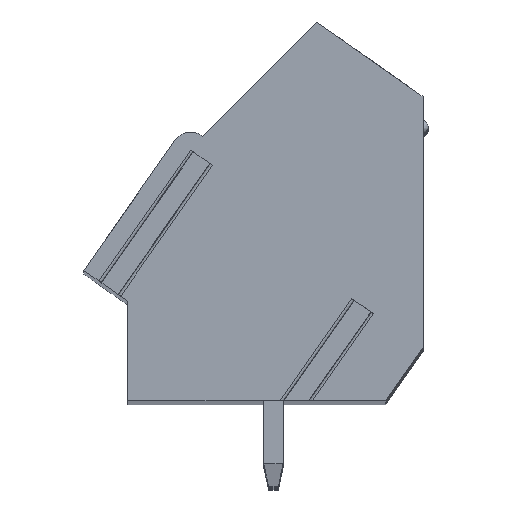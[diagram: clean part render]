
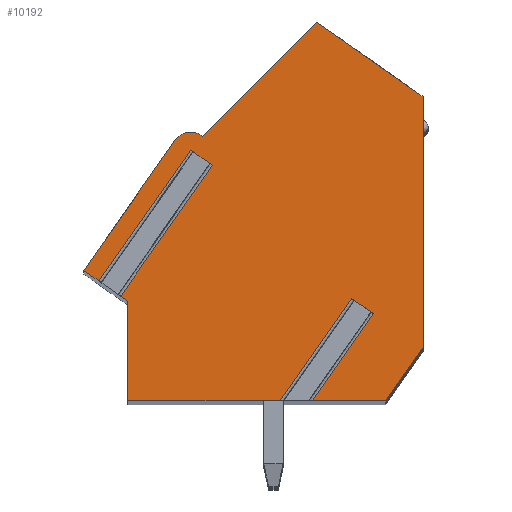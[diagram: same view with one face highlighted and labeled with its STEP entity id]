
A CAD part, top view. The second image highlights one B-rep face of the part: STEP entity #10192.
In plain terms, the highlighted planar face has unit normal (0, 0, 1).
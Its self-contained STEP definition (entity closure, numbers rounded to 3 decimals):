
#14=DIRECTION('',(-0.819,0.574,0.));
#15=VECTOR('',#14,1.085);
#16=CARTESIAN_POINT('',(4.498,-3.239,88.9));
#17=LINE('',#16,#15);
#18=DIRECTION('',(-0.574,-0.819,0.));
#19=VECTOR('',#18,5.115);
#20=CARTESIAN_POINT('',(3.61,-2.616,88.9));
#21=LINE('',#20,#19);
#22=DIRECTION('',(1.,0.,0.));
#23=VECTOR('',#22,6.246);
#24=CARTESIAN_POINT('',(-5.57,-6.807,88.9));
#25=LINE('',#24,#23);
#26=DIRECTION('',(0.,-1.,0.));
#27=VECTOR('',#26,4.087);
#28=CARTESIAN_POINT('',(-5.57,-2.72,88.9));
#29=LINE('',#28,#27);
#30=DIRECTION('',(0.819,-0.574,0.));
#31=VECTOR('',#30,0.355);
#32=CARTESIAN_POINT('',(-5.861,-2.516,88.9));
#33=LINE('',#32,#31);
#34=DIRECTION('',(-0.574,-0.819,0.));
#35=VECTOR('',#34,6.55);
#36=CARTESIAN_POINT('',(-2.104,2.849,88.9));
#37=LINE('',#36,#35);
#38=DIRECTION('',(-0.819,0.574,0.));
#39=VECTOR('',#38,1.085);
#40=CARTESIAN_POINT('',(-2.104,2.849,88.9));
#41=LINE('',#40,#39);
#42=DIRECTION('',(-0.574,-0.819,0.));
#43=VECTOR('',#42,6.55);
#44=CARTESIAN_POINT('',(-2.993,3.471,88.9));
#45=LINE('',#44,#43);
#46=DIRECTION('',(0.819,-0.574,0.));
#47=VECTOR('',#46,0.757);
#48=CARTESIAN_POINT('',(-7.37,-1.46,88.9));
#49=LINE('',#48,#47);
#50=DIRECTION('',(-0.574,-0.819,0.));
#51=VECTOR('',#50,6.486);
#52=CARTESIAN_POINT('',(-3.65,3.853,88.9));
#53=LINE('',#52,#51);
#54=CARTESIAN_POINT('',(-2.986,3.406,88.9));
#55=DIRECTION('',(0.,0.,1.));
#56=DIRECTION('',(0.598,0.802,0.));
#57=AXIS2_PLACEMENT_3D('',#54,#55,#56);
#59=DIRECTION('',(-0.707,-0.707,0.));
#60=VECTOR('',#59,6.609);
#61=CARTESIAN_POINT('',(2.165,8.721,88.9));
#62=LINE('',#61,#60);
#63=DIRECTION('',(-0.819,0.574,0.));
#64=VECTOR('',#63,5.329);
#65=CARTESIAN_POINT('',(6.53,5.664,88.9));
#66=LINE('',#65,#64);
#67=DIRECTION('',(0.,1.,0.));
#68=VECTOR('',#67,10.286);
#69=CARTESIAN_POINT('',(6.53,-4.622,88.9));
#70=LINE('',#69,#68);
#71=DIRECTION('',(0.574,0.819,0.));
#72=VECTOR('',#71,2.667);
#73=CARTESIAN_POINT('',(5.,-6.807,88.9));
#74=LINE('',#73,#72);
#75=DIRECTION('',(1.,0.,0.));
#76=VECTOR('',#75,3.);
#77=CARTESIAN_POINT('',(2.,-6.807,88.9));
#78=LINE('',#77,#76);
#79=DIRECTION('',(-0.574,-0.819,0.));
#80=VECTOR('',#79,4.355);
#81=CARTESIAN_POINT('',(4.498,-3.239,88.9));
#82=LINE('',#81,#80);
#7990=CARTESIAN_POINT('',(-2.508,4.048,88.9));
#7991=CARTESIAN_POINT('',(-3.65,3.853,88.9));
#7992=VERTEX_POINT('',#7990);
#7993=VERTEX_POINT('',#7991);
#7994=CARTESIAN_POINT('',(-7.37,-1.46,88.9));
#7995=VERTEX_POINT('',#7994);
#7996=CARTESIAN_POINT('',(-5.57,-2.72,88.9));
#7997=CARTESIAN_POINT('',(-5.57,-6.807,88.9));
#7998=VERTEX_POINT('',#7996);
#7999=VERTEX_POINT('',#7997);
#8000=CARTESIAN_POINT('',(5.,-6.807,88.9));
#8001=CARTESIAN_POINT('',(6.53,-4.622,88.9));
#8002=VERTEX_POINT('',#8000);
#8003=VERTEX_POINT('',#8001);
#8004=CARTESIAN_POINT('',(6.53,5.664,88.9));
#8005=VERTEX_POINT('',#8004);
#8006=CARTESIAN_POINT('',(2.165,8.721,88.9));
#8007=VERTEX_POINT('',#8006);
#8134=CARTESIAN_POINT('',(-2.104,2.849,88.9));
#8135=CARTESIAN_POINT('',(-2.993,3.471,88.9));
#8136=VERTEX_POINT('',#8134);
#8137=VERTEX_POINT('',#8135);
#8138=CARTESIAN_POINT('',(-5.861,-2.516,
88.9));
#8139=VERTEX_POINT('',#8138);
#8140=CARTESIAN_POINT('',(-6.75,-1.894,
88.9));
#8141=VERTEX_POINT('',#8140);
#8189=CARTESIAN_POINT('',(4.498,-3.239,88.9));
#8190=CARTESIAN_POINT('',(3.61,-2.616,88.9));
#8191=VERTEX_POINT('',#8189);
#8192=VERTEX_POINT('',#8190);
#8193=CARTESIAN_POINT('',(2.,-6.807,88.9));
#8194=VERTEX_POINT('',#8193);
#8195=CARTESIAN_POINT('',(0.676,-6.807,88.9));
#8196=VERTEX_POINT('',#8195);
#10151=CARTESIAN_POINT('',(0.,0.,88.9));
#10152=DIRECTION('',(0.,0.,1.));
#10153=DIRECTION('',(1.,0.,0.));
#10154=AXIS2_PLACEMENT_3D('',#10151,#10152,#10153);
#10155=PLANE('',#10154);
#10157=ORIENTED_EDGE('',*,*,#10156,.T.);
#10159=ORIENTED_EDGE('',*,*,#10158,.T.);
#10161=ORIENTED_EDGE('',*,*,#10160,.F.);
#10163=ORIENTED_EDGE('',*,*,#10162,.F.);
#10165=ORIENTED_EDGE('',*,*,#10164,.F.);
#10167=ORIENTED_EDGE('',*,*,#10166,.F.);
#10169=ORIENTED_EDGE('',*,*,#10168,.T.);
#10171=ORIENTED_EDGE('',*,*,#10170,.T.);
#10173=ORIENTED_EDGE('',*,*,#10172,.F.);
#10175=ORIENTED_EDGE('',*,*,#10174,.F.);
#10177=ORIENTED_EDGE('',*,*,#10176,.F.);
#10179=ORIENTED_EDGE('',*,*,#10178,.F.);
#10181=ORIENTED_EDGE('',*,*,#10180,.F.);
#10183=ORIENTED_EDGE('',*,*,#10182,.F.);
#10185=ORIENTED_EDGE('',*,*,#10184,.F.);
#10187=ORIENTED_EDGE('',*,*,#10186,.F.);
#10189=ORIENTED_EDGE('',*,*,#10188,.F.);
#10190=EDGE_LOOP('',(#10157,#10159,#10161,#10163,#10165,#10167,#10169,#10171,
#10173,#10175,#10177,#10179,#10181,#10183,#10185,#10187,#10189));
#10191=FACE_OUTER_BOUND('',#10190,.F.);
#58=CIRCLE('',#57,0.8);
#10156=EDGE_CURVE('',#8191,#8192,#17,.T.);
#10158=EDGE_CURVE('',#8192,#8196,#21,.T.);
#10160=EDGE_CURVE('',#7999,#8196,#25,.T.);
#10162=EDGE_CURVE('',#7998,#7999,#29,.T.);
#10164=EDGE_CURVE('',#8139,#7998,#33,.T.);
#10166=EDGE_CURVE('',#8136,#8139,#37,.T.);
#10168=EDGE_CURVE('',#8136,#8137,#41,.T.);
#10170=EDGE_CURVE('',#8137,#8141,#45,.T.);
#10172=EDGE_CURVE('',#7995,#8141,#49,.T.);
#10174=EDGE_CURVE('',#7993,#7995,#53,.T.);
#10176=EDGE_CURVE('',#7992,#7993,#58,.T.);
#10178=EDGE_CURVE('',#8007,#7992,#62,.T.);
#10180=EDGE_CURVE('',#8005,#8007,#66,.T.);
#10182=EDGE_CURVE('',#8003,#8005,#70,.T.);
#10184=EDGE_CURVE('',#8002,#8003,#74,.T.);
#10186=EDGE_CURVE('',#8194,#8002,#78,.T.);
#10188=EDGE_CURVE('',#8191,#8194,#82,.T.);
#10192=ADVANCED_FACE('',(#10191),#10155,.T.);
